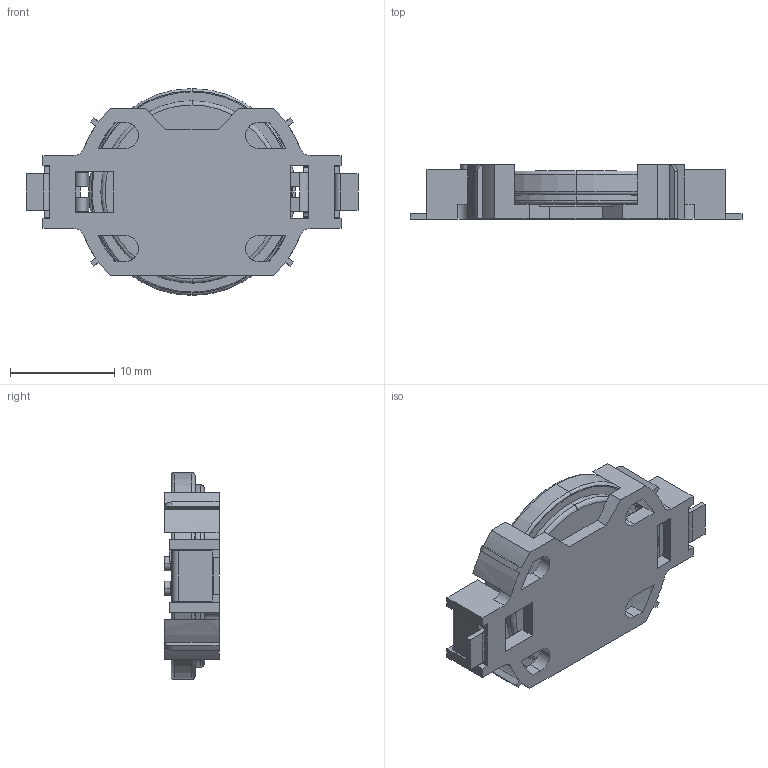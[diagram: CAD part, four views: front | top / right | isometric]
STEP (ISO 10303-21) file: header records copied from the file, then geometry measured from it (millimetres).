
FILE_DESCRIPTION (( 'STEP AP214' ), '1' );
FILE_NAME ('BU2032SM-BT-GTR with battery.STEP', '2024-06-28T19:57:26', ( '' ), ( '' ), 'SwSTEP 2.0', 'SolidWorks 2021', '' );
FILE_SCHEMA (( 'AUTOMOTIVE_DESIGN' ));
Length unit declared in the file: millimetre
Products named in the file (1): BU2032SM-BT-GTR with battery
Bounding box: 31.86 x 5.2 x 19.85 mm (x, y, z)
Volume: 1583.3 mm3; surface area: 2328.3 mm2
Topology: 4 solids, 4 shells, 270 faces, 722 edges, 456 vertices
Faces by surface type: plane 181, cylinder 73, torus 8, cone 4, bspline 4
Entity records: 8511 total; most frequent: CARTESIAN_POINT 1609, ORIENTED_EDGE 1444, DIRECTION 1410, EDGE_CURVE 722, LINE 512, VECTOR 512, VERTEX_POINT 456, AXIS2_PLACEMENT_3D 449
